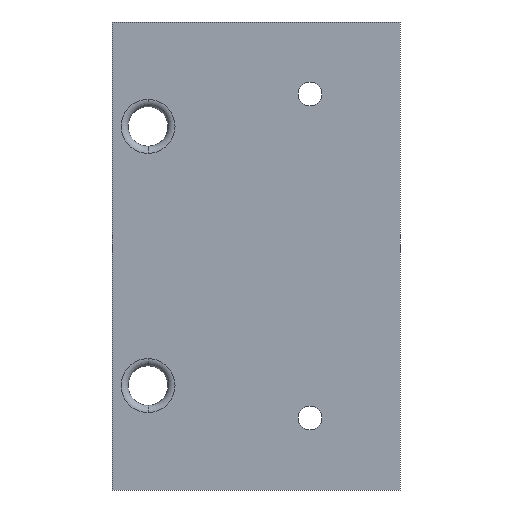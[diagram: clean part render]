
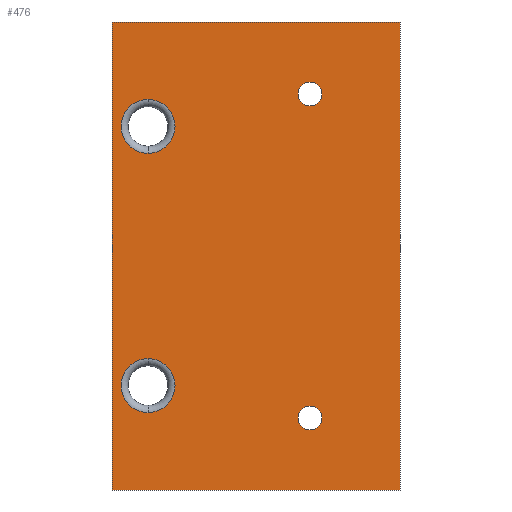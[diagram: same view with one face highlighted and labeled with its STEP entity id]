
A CAD part, front view. The second image highlights one B-rep face of the part: STEP entity #476.
In plain terms, the highlighted planar face has unit normal (0, -1, 0).
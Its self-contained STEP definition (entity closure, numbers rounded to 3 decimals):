
#20 = VERTEX_POINT ( 'NONE', #151 ) ;
#23 = DIRECTION ( 'NONE',  ( 0., 1., 0. ) ) ;
#27 = CARTESIAN_POINT ( 'NONE',  ( 15., 0., 22.5 ) ) ;
#30 = CIRCLE ( 'NONE', #116, 3.75 ) ;
#39 = DIRECTION ( 'NONE',  ( 0., 0., 1. ) ) ;
#44 = ORIENTED_EDGE ( 'NONE', *, *, #176, .T. ) ;
#47 = CARTESIAN_POINT ( 'NONE',  ( 15., 0., -22.5 ) ) ;
#55 = VERTEX_POINT ( 'NONE', #568 ) ;
#60 = VERTEX_POINT ( 'NONE', #674 ) ;
#62 = EDGE_CURVE ( 'NONE', #60, #312, #91, .T. ) ;
#71 = EDGE_LOOP ( 'NONE', ( #381, #372 ) ) ;
#78 = VERTEX_POINT ( 'NONE', #365 ) ;
#90 = DIRECTION ( 'NONE',  ( 0., 1., 0. ) ) ;
#91 = LINE ( 'NONE', #571, #687 ) ;
#102 = CARTESIAN_POINT ( 'NONE',  ( -7.5, 0., -18. ) ) ;
#106 = EDGE_CURVE ( 'NONE', #20, #55, #621, .T. ) ;
#115 = DIRECTION ( 'NONE',  ( 0., 0., 1. ) ) ;
#116 = AXIS2_PLACEMENT_3D ( 'NONE', #364, #314, #520 ) ;
#126 = FACE_BOUND ( 'NONE', #320, .T. ) ;
#134 = LINE ( 'NONE', #555, #311 ) ;
#135 = CARTESIAN_POINT ( 'NONE',  ( 15., 0., 22.5 ) ) ;
#144 = EDGE_CURVE ( 'NONE', #374, #524, #355, .T. ) ;
#151 = CARTESIAN_POINT ( 'NONE',  ( 15., 0., -20.85 ) ) ;
#156 = DIRECTION ( 'NONE',  ( 0., 0., 1. ) ) ;
#171 = ORIENTED_EDGE ( 'NONE', *, *, #579, .T. ) ;
#176 = EDGE_CURVE ( 'NONE', #55, #20, #690, .T. ) ;
#179 = AXIS2_PLACEMENT_3D ( 'NONE', #47, #471, #115 ) ;
#180 = CARTESIAN_POINT ( 'NONE',  ( -7.5, 0., 18. ) ) ;
#183 = DIRECTION ( 'NONE',  ( 0., 0., 1. ) ) ;
#184 = FACE_BOUND ( 'NONE', #71, .T. ) ;
#187 = CARTESIAN_POINT ( 'NONE',  ( 15., 0., 20.85 ) ) ;
#188 = LINE ( 'NONE', #394, #328 ) ;
#189 = DIRECTION ( 'NONE',  ( 0., 0., 1. ) ) ;
#209 = ORIENTED_EDGE ( 'NONE', *, *, #443, .F. ) ;
#216 = VERTEX_POINT ( 'NONE', #352 ) ;
#222 = EDGE_CURVE ( 'NONE', #489, #216, #545, .T. ) ;
#231 = CARTESIAN_POINT ( 'NONE',  ( 15., 0., -22.5 ) ) ;
#232 = CIRCLE ( 'NONE', #618, 3.75 ) ;
#242 = ORIENTED_EDGE ( 'NONE', *, *, #622, .T. ) ;
#244 = DIRECTION ( 'NONE',  ( 0., 1., 0. ) ) ;
#248 = CARTESIAN_POINT ( 'NONE',  ( -12.5, 0., -32.5 ) ) ;
#257 = CIRCLE ( 'NONE', #553, 3.75 ) ;
#259 = DIRECTION ( 'NONE',  ( 1., 0., 0. ) ) ;
#272 = ORIENTED_EDGE ( 'NONE', *, *, #144, .T. ) ;
#292 = CARTESIAN_POINT ( 'NONE',  ( 27.5, 0., 32.5 ) ) ;
#293 = VERTEX_POINT ( 'NONE', #671 ) ;
#296 = DIRECTION ( 'NONE',  ( 0., 1., 0. ) ) ;
#298 = EDGE_CURVE ( 'NONE', #216, #489, #335, .T. ) ;
#311 = VECTOR ( 'NONE', #541, 1000. ) ;
#312 = VERTEX_POINT ( 'NONE', #292 ) ;
#313 = EDGE_LOOP ( 'NONE', ( #272, #171 ) ) ;
#314 = DIRECTION ( 'NONE',  ( 0., 1., 0. ) ) ;
#320 = EDGE_LOOP ( 'NONE', ( #44, #614 ) ) ;
#324 = VERTEX_POINT ( 'NONE', #248 ) ;
#325 = CARTESIAN_POINT ( 'NONE',  ( -7.5, 0., 14.25 ) ) ;
#328 = VECTOR ( 'NONE', #156, 1000. ) ;
#334 = ORIENTED_EDGE ( 'NONE', *, *, #62, .F. ) ;
#335 = CIRCLE ( 'NONE', #419, 1.65 ) ;
#342 = ORIENTED_EDGE ( 'NONE', *, *, #599, .T. ) ;
#349 = FACE_BOUND ( 'NONE', #313, .T. ) ;
#352 = CARTESIAN_POINT ( 'NONE',  ( 15., 0., 24.15 ) ) ;
#355 = CIRCLE ( 'NONE', #596, 3.75 ) ;
#356 = CARTESIAN_POINT ( 'NONE',  ( 0., 0., 0. ) ) ;
#364 = CARTESIAN_POINT ( 'NONE',  ( -7.5, 0., 18. ) ) ;
#365 = CARTESIAN_POINT ( 'NONE',  ( -7.5, 0., -14.25 ) ) ;
#372 = ORIENTED_EDGE ( 'NONE', *, *, #298, .T. ) ;
#374 = VERTEX_POINT ( 'NONE', #426 ) ;
#377 = CARTESIAN_POINT ( 'NONE',  ( 2.5, 0., -32.5 ) ) ;
#381 = ORIENTED_EDGE ( 'NONE', *, *, #222, .T. ) ;
#394 = CARTESIAN_POINT ( 'NONE',  ( -12.5, 0., -32.5 ) ) ;
#419 = AXIS2_PLACEMENT_3D ( 'NONE', #27, #440, #183 ) ;
#426 = CARTESIAN_POINT ( 'NONE',  ( -7.5, 0., 21.75 ) ) ;
#429 = VECTOR ( 'NONE', #593, 1000. ) ;
#435 = DIRECTION ( 'NONE',  ( 0., 1., 0. ) ) ;
#438 = LINE ( 'NONE', #377, #429 ) ;
#440 = DIRECTION ( 'NONE',  ( 0., 1., 0. ) ) ;
#443 = EDGE_CURVE ( 'NONE', #293, #324, #438, .T. ) ;
#445 = FACE_BOUND ( 'NONE', #639, .T. ) ;
#471 = DIRECTION ( 'NONE',  ( 0., 1., 0. ) ) ;
#476 = ADVANCED_FACE ( 'NONE', ( #445, #349, #610, #126, #184 ), #664, .F. ) ;
#489 = VERTEX_POINT ( 'NONE', #187 ) ;
#503 = AXIS2_PLACEMENT_3D ( 'NONE', #356, #23, #663 ) ;
#504 = DIRECTION ( 'NONE',  ( 0., 0., 1. ) ) ;
#507 = CARTESIAN_POINT ( 'NONE',  ( -7.5, 0., -18. ) ) ;
#509 = EDGE_CURVE ( 'NONE', #312, #293, #134, .T. ) ;
#510 = AXIS2_PLACEMENT_3D ( 'NONE', #231, #435, #607 ) ;
#520 = DIRECTION ( 'NONE',  ( 0., 0., 1. ) ) ;
#524 = VERTEX_POINT ( 'NONE', #325 ) ;
#526 = DIRECTION ( 'NONE',  ( 0., 0., 1. ) ) ;
#537 = DIRECTION ( 'NONE',  ( 0., 1., 0. ) ) ;
#541 = DIRECTION ( 'NONE',  ( 0., 0., -1. ) ) ;
#545 = CIRCLE ( 'NONE', #569, 1.65 ) ;
#553 = AXIS2_PLACEMENT_3D ( 'NONE', #507, #296, #504 ) ;
#555 = CARTESIAN_POINT ( 'NONE',  ( 27.5, 0., 32.5 ) ) ;
#568 = CARTESIAN_POINT ( 'NONE',  ( 15., 0., -24.15 ) ) ;
#569 = AXIS2_PLACEMENT_3D ( 'NONE', #135, #244, #189 ) ;
#571 = CARTESIAN_POINT ( 'NONE',  ( 27.5, 0., 32.5 ) ) ;
#572 = EDGE_CURVE ( 'NONE', #324, #60, #188, .T. ) ;
#578 = VERTEX_POINT ( 'NONE', #629 ) ;
#579 = EDGE_CURVE ( 'NONE', #524, #374, #30, .T. ) ;
#585 = ORIENTED_EDGE ( 'NONE', *, *, #509, .F. ) ;
#593 = DIRECTION ( 'NONE',  ( -1., 0., 0. ) ) ;
#596 = AXIS2_PLACEMENT_3D ( 'NONE', #180, #537, #526 ) ;
#599 = EDGE_CURVE ( 'NONE', #578, #78, #232, .T. ) ;
#601 = EDGE_LOOP ( 'NONE', ( #647, #209, #585, #334 ) ) ;
#607 = DIRECTION ( 'NONE',  ( 0., 0., 1. ) ) ;
#610 = FACE_OUTER_BOUND ( 'NONE', #601, .T. ) ;
#614 = ORIENTED_EDGE ( 'NONE', *, *, #106, .T. ) ;
#618 = AXIS2_PLACEMENT_3D ( 'NONE', #102, #90, #39 ) ;
#621 = CIRCLE ( 'NONE', #179, 1.65 ) ;
#622 = EDGE_CURVE ( 'NONE', #78, #578, #257, .T. ) ;
#629 = CARTESIAN_POINT ( 'NONE',  ( -7.5, 0., -21.75 ) ) ;
#639 = EDGE_LOOP ( 'NONE', ( #242, #342 ) ) ;
#647 = ORIENTED_EDGE ( 'NONE', *, *, #572, .F. ) ;
#663 = DIRECTION ( 'NONE',  ( 0., 0., 1. ) ) ;
#664 = PLANE ( 'NONE',  #503 ) ;
#671 = CARTESIAN_POINT ( 'NONE',  ( 27.5, 0., -32.5 ) ) ;
#674 = CARTESIAN_POINT ( 'NONE',  ( -12.5, 0., 32.5 ) ) ;
#687 = VECTOR ( 'NONE', #259, 1000. ) ;
#690 = CIRCLE ( 'NONE', #510, 1.65 ) ;
